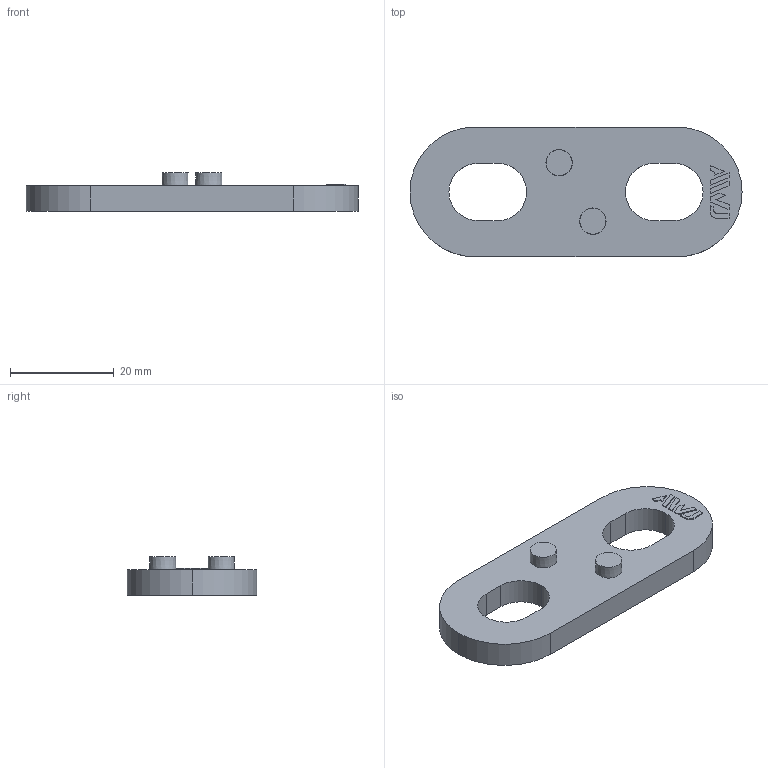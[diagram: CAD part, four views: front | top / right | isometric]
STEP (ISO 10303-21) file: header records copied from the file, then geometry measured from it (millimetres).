
FILE_DESCRIPTION( ( 'STEP AP203' ), '1' );
FILE_NAME( 'SG15.step', '2022-07-19T01:20:27', ( ' ' ), ( ' ' ), 'XStep 1.0', ' ', ' ' );
FILE_SCHEMA( ( 'CONFIG_CONTROL_DESIGN' ) );
Length unit declared in the file: millimetre
Products named in the file (1): 1
Bounding box: 64 x 25 x 7.5 mm (x, y, z)
Volume: 4681.9 mm3; surface area: 4991.5 mm2
Topology: 1 solids, 1 shells, 188 faces, 474 edges, 318 vertices
Faces by surface type: plane 148, cylinder 38, cone 2
Full cylindrical faces by diameter (mm): 3.5 x4
Entity records: 5574 total; most frequent: CARTESIAN_POINT 963, ORIENTED_EDGE 924, DIRECTION 920, EDGE_CURVE 462, LINE 382, VECTOR 382, VERTEX_POINT 312, AXIS2_PLACEMENT_3D 269
